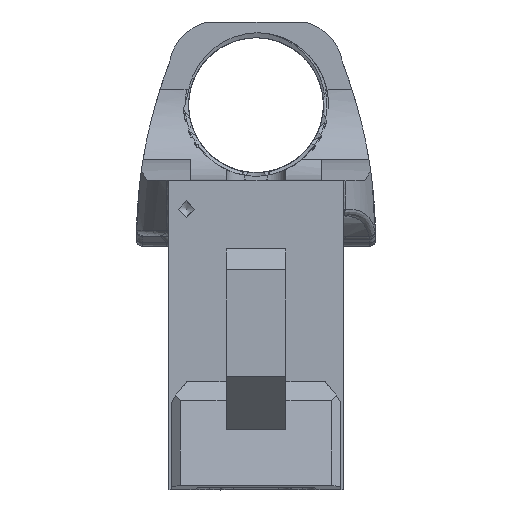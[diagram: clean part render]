
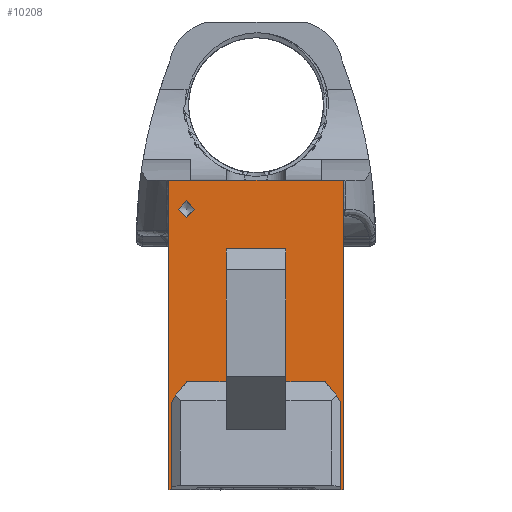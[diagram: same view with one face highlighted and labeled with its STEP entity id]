
A CAD part, left-side view. The second image highlights one B-rep face of the part: STEP entity #10208.
In plain terms, the highlighted planar face has unit normal (-1, 0, 0).
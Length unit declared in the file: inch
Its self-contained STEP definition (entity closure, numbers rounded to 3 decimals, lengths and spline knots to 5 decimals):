
#278=FACE_BOUND('',#1086,.T.);
#325=PLANE('',#10806);
#518=FACE_OUTER_BOUND('',#1085,.T.);
#1085=EDGE_LOOP('',(#6844,#6845,#6846,#6847,#6848,#6849,#6850,#6851,#6852,
#6853,#6854,#6855,#6856,#6857,#6858,#6859));
#1086=EDGE_LOOP('',(#6860,#6861,#6862,#6863));
#2511=LINE('',#16140,#3252);
#2521=LINE('',#16190,#3262);
#2563=LINE('',#16278,#3304);
#2564=LINE('',#16281,#3305);
#2565=LINE('',#16283,#3306);
#2566=LINE('',#16285,#3307);
#2567=LINE('',#16287,#3308);
#2568=LINE('',#16289,#3309);
#2569=LINE('',#16291,#3310);
#2570=LINE('',#16293,#3311);
#2571=LINE('',#16295,#3312);
#2572=LINE('',#16297,#3313);
#2573=LINE('',#16298,#3314);
#2574=LINE('',#16300,#3315);
#2575=LINE('',#16302,#3316);
#2576=LINE('',#16303,#3317);
#2577=LINE('',#16306,#3318);
#2578=LINE('',#16308,#3319);
#2579=LINE('',#16310,#3320);
#2580=LINE('',#16311,#3321);
#3252=VECTOR('',#11774,0.3937);
#3262=VECTOR('',#11788,0.3937);
#3304=VECTOR('',#11856,0.3937);
#3305=VECTOR('',#11859,0.3937);
#3306=VECTOR('',#11860,0.3937);
#3307=VECTOR('',#11861,0.3937);
#3308=VECTOR('',#11862,0.3937);
#3309=VECTOR('',#11863,0.3937);
#3310=VECTOR('',#11864,0.3937);
#3311=VECTOR('',#11865,0.3937);
#3312=VECTOR('',#11866,0.3937);
#3313=VECTOR('',#11867,0.3937);
#3314=VECTOR('',#11868,0.3937);
#3315=VECTOR('',#11869,0.3937);
#3316=VECTOR('',#11870,0.3937);
#3317=VECTOR('',#11871,0.3937);
#3318=VECTOR('',#11872,0.3937);
#3319=VECTOR('',#11873,0.3937);
#3320=VECTOR('',#11874,0.3937);
#3321=VECTOR('',#11875,0.3937);
#4027=VERTEX_POINT('',#16137);
#4028=VERTEX_POINT('',#16139);
#4041=VERTEX_POINT('',#16187);
#4042=VERTEX_POINT('',#16189);
#4072=VERTEX_POINT('',#16276);
#4073=VERTEX_POINT('',#16280);
#4074=VERTEX_POINT('',#16282);
#4075=VERTEX_POINT('',#16284);
#4076=VERTEX_POINT('',#16286);
#4077=VERTEX_POINT('',#16288);
#4078=VERTEX_POINT('',#16290);
#4079=VERTEX_POINT('',#16292);
#4080=VERTEX_POINT('',#16294);
#4081=VERTEX_POINT('',#16296);
#4082=VERTEX_POINT('',#16299);
#4083=VERTEX_POINT('',#16301);
#4084=VERTEX_POINT('',#16304);
#4085=VERTEX_POINT('',#16305);
#4086=VERTEX_POINT('',#16307);
#4087=VERTEX_POINT('',#16309);
#5102=EDGE_CURVE('',#4027,#4028,#2511,.T.);
#5116=EDGE_CURVE('',#4041,#4042,#2521,.T.);
#5160=EDGE_CURVE('',#4072,#4027,#2563,.T.);
#5161=EDGE_CURVE('',#4073,#4072,#2564,.T.);
#5162=EDGE_CURVE('',#4074,#4073,#2565,.T.);
#5163=EDGE_CURVE('',#4075,#4074,#2566,.T.);
#5164=EDGE_CURVE('',#4076,#4075,#2567,.T.);
#5165=EDGE_CURVE('',#4077,#4076,#2568,.T.);
#5166=EDGE_CURVE('',#4078,#4077,#2569,.T.);
#5167=EDGE_CURVE('',#4079,#4078,#2570,.T.);
#5168=EDGE_CURVE('',#4080,#4079,#2571,.T.);
#5169=EDGE_CURVE('',#4081,#4080,#2572,.T.);
#5170=EDGE_CURVE('',#4042,#4081,#2573,.T.);
#5171=EDGE_CURVE('',#4082,#4041,#2574,.T.);
#5172=EDGE_CURVE('',#4083,#4082,#2575,.T.);
#5173=EDGE_CURVE('',#4028,#4083,#2576,.T.);
#5174=EDGE_CURVE('',#4084,#4085,#2577,.T.);
#5175=EDGE_CURVE('',#4086,#4084,#2578,.T.);
#5176=EDGE_CURVE('',#4087,#4086,#2579,.T.);
#5177=EDGE_CURVE('',#4085,#4087,#2580,.T.);
#6844=ORIENTED_EDGE('',*,*,#5102,.F.);
#6845=ORIENTED_EDGE('',*,*,#5160,.F.);
#6846=ORIENTED_EDGE('',*,*,#5161,.F.);
#6847=ORIENTED_EDGE('',*,*,#5162,.F.);
#6848=ORIENTED_EDGE('',*,*,#5163,.F.);
#6849=ORIENTED_EDGE('',*,*,#5164,.F.);
#6850=ORIENTED_EDGE('',*,*,#5165,.F.);
#6851=ORIENTED_EDGE('',*,*,#5166,.F.);
#6852=ORIENTED_EDGE('',*,*,#5167,.F.);
#6853=ORIENTED_EDGE('',*,*,#5168,.F.);
#6854=ORIENTED_EDGE('',*,*,#5169,.F.);
#6855=ORIENTED_EDGE('',*,*,#5170,.F.);
#6856=ORIENTED_EDGE('',*,*,#5116,.F.);
#6857=ORIENTED_EDGE('',*,*,#5171,.F.);
#6858=ORIENTED_EDGE('',*,*,#5172,.F.);
#6859=ORIENTED_EDGE('',*,*,#5173,.F.);
#6860=ORIENTED_EDGE('',*,*,#5174,.F.);
#6861=ORIENTED_EDGE('',*,*,#5175,.F.);
#6862=ORIENTED_EDGE('',*,*,#5176,.F.);
#6863=ORIENTED_EDGE('',*,*,#5177,.F.);
#10208=ADVANCED_FACE('',(#518,#278),#325,.F.);
#10806=AXIS2_PLACEMENT_3D('',#16279,#11857,#11858);
#11774=DIRECTION('',(0.,1.,0.));
#11788=DIRECTION('',(0.,1.,0.));
#11856=DIRECTION('',(0.,0.,-1.));
#11857=DIRECTION('center_axis',(1.,0.,0.));
#11858=DIRECTION('ref_axis',(0.,1.,0.));
#11859=DIRECTION('',(0.,0.568,-0.823));
#11860=DIRECTION('',(0.,0.,-1.));
#11861=DIRECTION('',(0.,1.,0.001));
#11862=DIRECTION('',(0.,0.,-1.));
#11863=DIRECTION('',(0.,1.,0.));
#11864=DIRECTION('',(0.,0.,1.));
#11865=DIRECTION('',(0.,1.,0.001));
#11866=DIRECTION('',(0.,0.,1.));
#11867=DIRECTION('',(0.,0.568,0.823));
#11868=DIRECTION('',(0.,0.,1.));
#11869=DIRECTION('',(0.,0.,-1.));
#11870=DIRECTION('',(0.,-1.,0.));
#11871=DIRECTION('',(0.,0.,1.));
#11872=DIRECTION('',(0.,0.707,0.707));
#11873=DIRECTION('',(0.,-0.707,0.707));
#11874=DIRECTION('',(0.,-0.707,-0.707));
#11875=DIRECTION('',(0.,0.707,-0.707));
#16137=CARTESIAN_POINT('',(-6.022,-1.50295,0.00756));
#16139=CARTESIAN_POINT('',(-6.022,-1.47977,0.00756));
#16140=CARTESIAN_POINT('',(-6.022,-2.18006,0.00756));
#16187=CARTESIAN_POINT('',(-6.022,-2.9417,0.00756));
#16189=CARTESIAN_POINT('',(-6.022,-2.91895,0.00756));
#16190=CARTESIAN_POINT('',(-6.022,-2.18006,0.00756));
#16276=CARTESIAN_POINT('',(-6.022,-1.50295,0.72825));
#16278=CARTESIAN_POINT('',(-6.022,-1.50295,0.94832));
#16279=CARTESIAN_POINT('Origin',(-6.022,-2.65,1.4));
#16280=CARTESIAN_POINT('',(-6.022,-1.62795,0.90954));
#16281=CARTESIAN_POINT('',(-6.022,-1.60349,0.87406));
#16282=CARTESIAN_POINT('',(-6.022,-1.62795,0.91245));
#16283=CARTESIAN_POINT('',(-6.022,-1.62795,2.02999));
#16284=CARTESIAN_POINT('',(-6.022,-1.96095,0.91218));
#16285=CARTESIAN_POINT('',(-6.022,-1.90528,0.91222));
#16286=CARTESIAN_POINT('',(-6.022,-1.96095,2.02474));
#16287=CARTESIAN_POINT('',(-6.022,-1.96095,1.87487));
#16288=CARTESIAN_POINT('',(-6.022,-2.46095,2.02474));
#16289=CARTESIAN_POINT('',(-6.022,-3.20708,2.02474));
#16290=CARTESIAN_POINT('',(-6.022,-2.46095,0.91177));
#16291=CARTESIAN_POINT('',(-6.022,-2.46095,1.87487));
#16292=CARTESIAN_POINT('',(-6.022,-2.79395,0.9115));
#16293=CARTESIAN_POINT('',(-6.022,-1.90528,0.91222));
#16294=CARTESIAN_POINT('',(-6.022,-2.79395,0.90971));
#16295=CARTESIAN_POINT('',(-6.022,-2.79395,0.78829));
#16296=CARTESIAN_POINT('',(-6.022,-2.91895,0.72845));
#16297=CARTESIAN_POINT('',(-6.022,-2.95806,0.67174));
#16298=CARTESIAN_POINT('',(-6.022,-2.91895,0.41898));
#16299=CARTESIAN_POINT('',(-6.022,-2.9417,2.59772));
#16300=CARTESIAN_POINT('',(-6.022,-2.9417,1.33378));
#16301=CARTESIAN_POINT('',(-6.022,-1.47977,2.59772));
#16302=CARTESIAN_POINT('',(-6.022,-2.55537,2.59772));
#16303=CARTESIAN_POINT('',(-6.022,-1.47977,1.67378));
#16304=CARTESIAN_POINT('',(-6.022,-1.69632,2.35756));
#16305=CARTESIAN_POINT('',(-6.022,-1.62773,2.42615));
#16306=CARTESIAN_POINT('',(-6.022,-2.13984,1.91405));
#16307=CARTESIAN_POINT('',(-6.022,-1.62773,2.28897));
#16308=CARTESIAN_POINT('',(-6.022,-1.69535,2.35659));
#16309=CARTESIAN_POINT('',(-6.022,-1.55915,2.35756));
#16310=CARTESIAN_POINT('',(-6.022,-2.10554,1.81116));
#16311=CARTESIAN_POINT('',(-6.022,-1.59247,2.39089));
